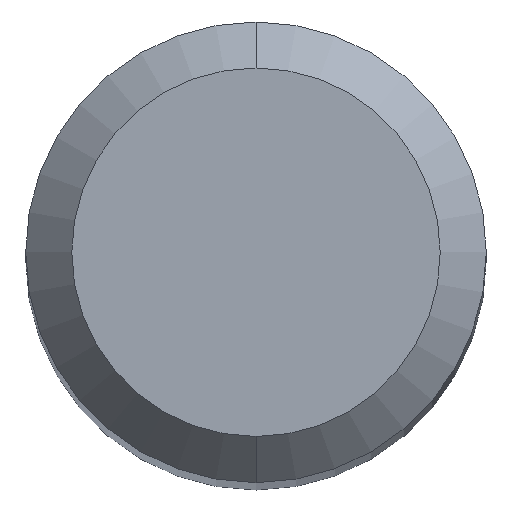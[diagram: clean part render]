
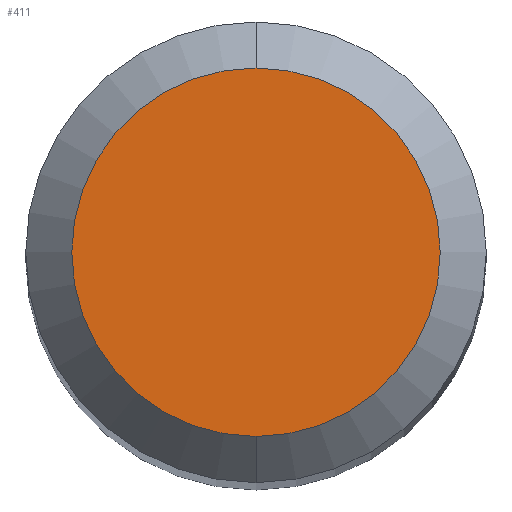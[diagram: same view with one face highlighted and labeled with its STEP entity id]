
A CAD part, top view. The second image highlights one B-rep face of the part: STEP entity #411.
In plain terms, the highlighted planar face has unit normal (0, 0, 1).
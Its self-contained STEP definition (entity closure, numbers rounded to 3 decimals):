
#251=EDGE_CURVE('',#359,#351,#566,.T.);
#351=VERTEX_POINT('',#675);
#353=EDGE_CURVE('',#351,#359,#677,.T.);
#359=VERTEX_POINT('',#683);
#411=ADVANCED_FACE('',(#740),#741,.T.);
#566=CIRCLE('',#959,1.2);
#675=CARTESIAN_POINT('',(0.0,1.2,0.0));
#677=CIRCLE('',#1225,1.2);
#683=CARTESIAN_POINT('',(0.,-1.2,0.0));
#740=FACE_OUTER_BOUND('',#1359,.T.);
#741=PLANE('',#1360);
#959=AXIS2_PLACEMENT_3D('',#1547,#1548,#1549);
#1225=AXIS2_PLACEMENT_3D('',#1655,#1656,#1657);
#1359=EDGE_LOOP('',(#1721,#1722));
#1360=AXIS2_PLACEMENT_3D('',#1723,#1724,#1725);
#1547=CARTESIAN_POINT('',(0.0,0.0,0.0));
#1548=DIRECTION('',(0.0,0.0,-1.0));
#1549=DIRECTION('',(0.0,1.0,0.0));
#1655=CARTESIAN_POINT('',(0.0,0.0,0.0));
#1656=DIRECTION('',(0.0,0.0,-1.0));
#1657=DIRECTION('',(0.0,1.0,0.0));
#1721=ORIENTED_EDGE('',*,*,#353,.F.);
#1722=ORIENTED_EDGE('',*,*,#251,.F.);
#1723=CARTESIAN_POINT('',(0.0,0.6,0.0));
#1724=DIRECTION('',(-0.0,0.0,1.0));
#1725=DIRECTION('',(0.0,-1.0,0.0));
